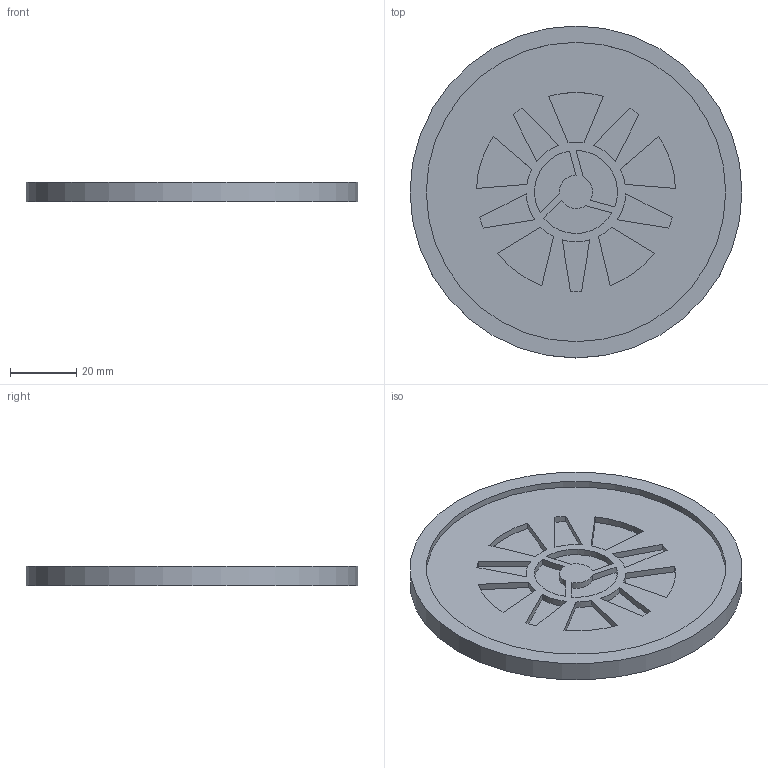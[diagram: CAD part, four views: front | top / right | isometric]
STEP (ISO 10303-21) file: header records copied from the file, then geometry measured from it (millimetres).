
FILE_DESCRIPTION( ( '' ), ' ' );
FILE_NAME( '5e87fdec0129c50f8b0d7301.step', '2020-04-04T03:24:28', ( '' ), ( '' ), ' ', ' ', ' ' );
FILE_SCHEMA( ( 'AUTOMOTIVE_DESIGN { 1 0 10303 214 1 1 1 1 }' ) );
Length unit declared in the file: metre
Products named in the file (1): Part 1
Bounding box: 100 x 100 x 6 mm (x, y, z)
Volume: 31125.8 mm3; surface area: 19400.9 mm2
Topology: 1 solids, 1 shells, 70 faces, 162 edges, 108 vertices
Faces by surface type: plane 42, cylinder 28
Full cylindrical faces by diameter (mm): 90.189 x1, 100 x1
Entity records: 2568 total; most frequent: DIRECTION 358, CARTESIAN_POINT 339, ORIENTED_EDGE 320, EDGE_CURVE 160, AXIS2_PLACEMENT_3D 127, VERTEX_POINT 108, LINE 104, VECTOR 104
